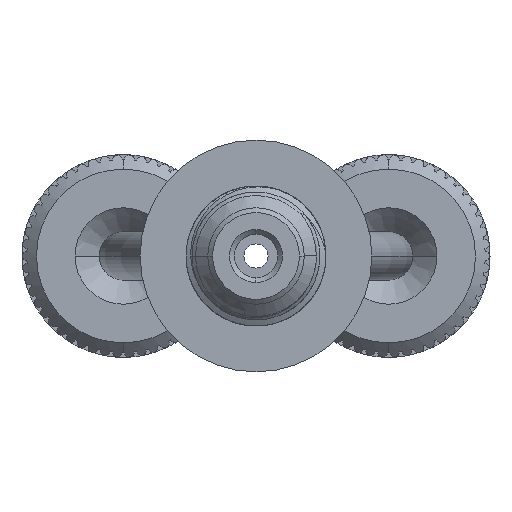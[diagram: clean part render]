
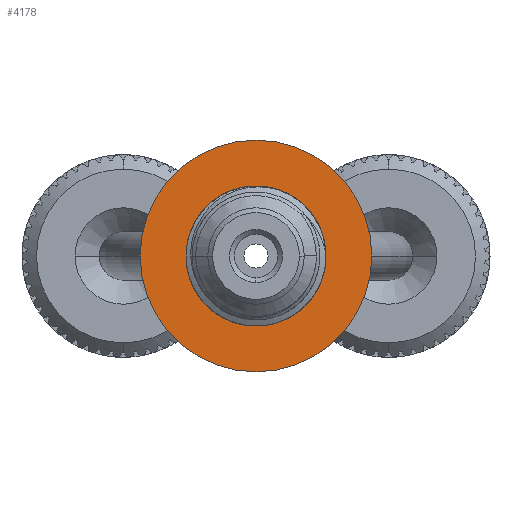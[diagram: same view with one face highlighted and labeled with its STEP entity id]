
A CAD part, left-side view. The second image highlights one B-rep face of the part: STEP entity #4178.
In plain terms, the highlighted planar face has unit normal (-1, 0, 0).
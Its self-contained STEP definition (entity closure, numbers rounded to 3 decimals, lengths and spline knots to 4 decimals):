
#72=CARTESIAN_POINT('',(-6.,0.,0.));
#73=DIRECTION('',(1.,0.,0.));
#74=DIRECTION('',(0.,1.,0.));
#75=AXIS2_PLACEMENT_3D('',#72,#73,#74);
#77=CARTESIAN_POINT('',(-6.,0.,0.));
#78=DIRECTION('',(-1.,0.,0.));
#79=DIRECTION('',(0.,1.,0.));
#80=AXIS2_PLACEMENT_3D('',#77,#78,#79);
#82=CARTESIAN_POINT('',(-6.,-1.1949,-0.8215));
#83=CARTESIAN_POINT('',(-6.,-1.1913,-0.8266));
#84=CARTESIAN_POINT('',(-6.0005,-1.1842,
-0.837));
#85=CARTESIAN_POINT('',(-5.9991,-1.1766,
-0.847));
#86=CARTESIAN_POINT('',(-5.9991,-1.1729,
-0.8521));
#1052=CARTESIAN_POINT('',(-6.,0.,0.));
#1053=DIRECTION('',(-1.,0.,0.));
#1054=DIRECTION('',(0.,1.,0.));
#1055=AXIS2_PLACEMENT_3D('',#1052,#1053,#1054);
#2204=CARTESIAN_POINT('',(-6.,0.,0.));
#2205=DIRECTION('',(1.,0.,0.));
#2206=DIRECTION('',(0.,1.,0.));
#2207=AXIS2_PLACEMENT_3D('',#2204,#2205,#2206);
#3884=CARTESIAN_POINT('',(-6.,2.4,0.));
#3886=VERTEX_POINT('',#3884);
#3892=CARTESIAN_POINT('',(-6.,-2.4,0.));
#3894=VERTEX_POINT('',#3892);
#3995=CARTESIAN_POINT('',(-6.,1.45,0.));
#3996=CARTESIAN_POINT('',(-6.,-1.1731,-0.8523));
#3997=VERTEX_POINT('',#3995);
#3998=VERTEX_POINT('',#3996);
#4070=VERTEX_POINT('',#82);
#4161=CARTESIAN_POINT('',(-6.,0.,0.));
#4162=DIRECTION('',(1.,0.,0.));
#4163=DIRECTION('',(0.,-1.,0.));
#4164=AXIS2_PLACEMENT_3D('',#4161,#4162,#4163);
#4165=PLANE('',#4164);
#4166=ORIENTED_EDGE('',*,*,#4156,.T.);
#4167=ORIENTED_EDGE('',*,*,#4140,.F.);
#4168=EDGE_LOOP('',(#4166,#4167));
#4169=FACE_OUTER_BOUND('',#4168,.F.);
#4171=ORIENTED_EDGE('',*,*,#4170,.T.);
#4173=ORIENTED_EDGE('',*,*,#4172,.F.);
#4175=ORIENTED_EDGE('',*,*,#4174,.F.);
#4176=EDGE_LOOP('',(#4171,#4173,#4175));
#4177=FACE_BOUND('',#4176,.F.);
#76=CIRCLE('',#75,2.4);
#81=CIRCLE('',#80,2.4);
#87=B_SPLINE_CURVE_WITH_KNOTS('',3,(#82,#83,#84,#85,#86),.UNSPECIFIED.,.F.,.F.,(
4,1,4),(0.,0.5,1.),.UNSPECIFIED.);
#1056=CIRCLE('',#1055,1.45);
#2208=CIRCLE('',#2207,1.45);
#4140=EDGE_CURVE('',#3886,#3894,#81,.T.);
#4156=EDGE_CURVE('',#3886,#3894,#76,.T.);
#4170=EDGE_CURVE('',#3997,#3998,#1056,.T.);
#4172=EDGE_CURVE('',#4070,#3998,#87,.T.);
#4174=EDGE_CURVE('',#3997,#4070,#2208,.T.);
#4178=ADVANCED_FACE('',(#4169,#4177),#4165,.F.);
